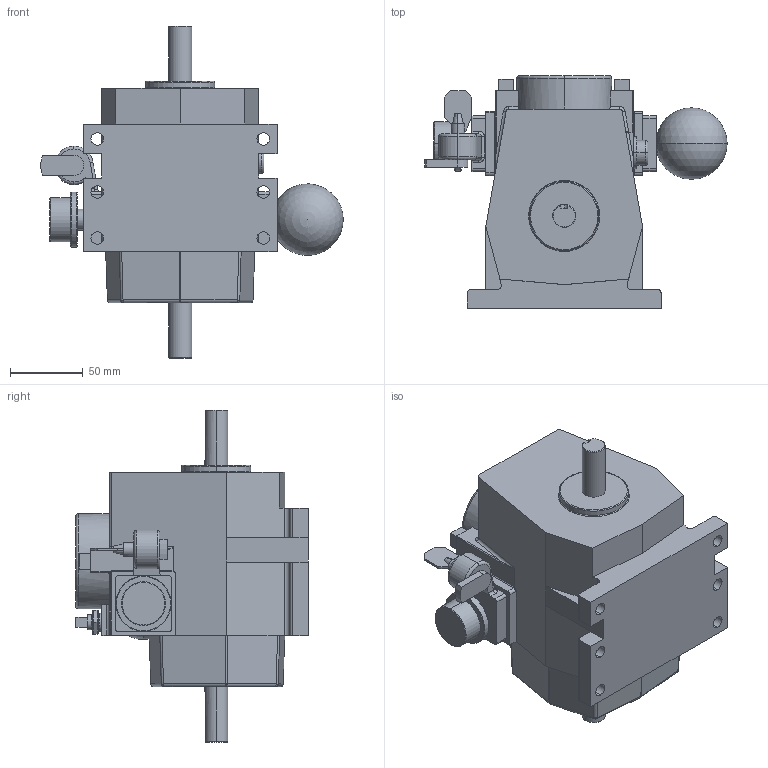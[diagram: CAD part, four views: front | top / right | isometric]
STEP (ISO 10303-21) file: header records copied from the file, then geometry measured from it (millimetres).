
FILE_DESCRIPTION (( 'STEP AP203' ), '1' );
FILE_NAME ('Diff 2.step', '2010-12-13T05:51:53', ( '' ), ( '' ), 'SwSTEP 2.0', 'SolidWorks 2010', '' );
FILE_SCHEMA (( 'CONFIG_CONTROL_DESIGN' ));
Length unit declared in the file: inch
Products named in the file (1): Diff 2
Bounding box: 208.28 x 160.27 x 228.6 mm (x, y, z)
Volume: 2025079.2 mm3; surface area: 132437.4 mm2
Topology: 3 solids, 3 shells, 347 faces, 856 edges, 526 vertices
Faces by surface type: cylinder 140, plane 136, torus 27, cone 15, bspline 15, sphere 14
Entity records: 11953 total; most frequent: CARTESIAN_POINT 3756, DIRECTION 1716, ORIENTED_EDGE 1690, EDGE_CURVE 845, AXIS2_PLACEMENT_3D 628, VERTEX_POINT 522, LINE 460, VECTOR 460
